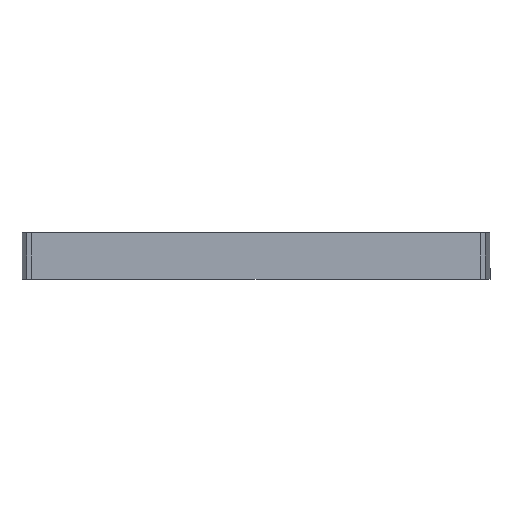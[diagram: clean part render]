
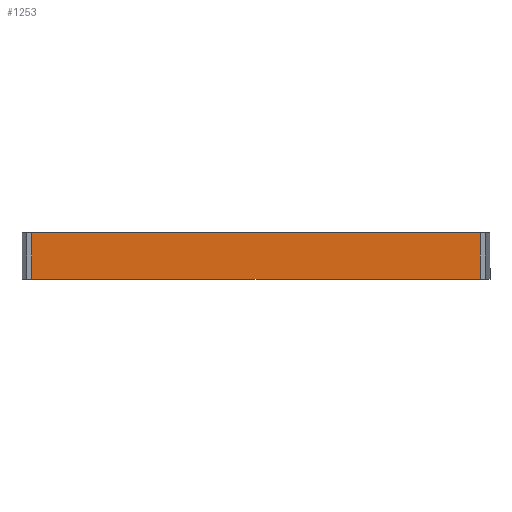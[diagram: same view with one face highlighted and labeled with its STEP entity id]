
A CAD part, left-side view. The second image highlights one B-rep face of the part: STEP entity #1253.
In plain terms, the highlighted planar face has unit normal (-1, 0, 0).
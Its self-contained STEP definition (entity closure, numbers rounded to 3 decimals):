
#194 = FACE_OUTER_BOUND ( 'NONE', #2609, .T. ) ;
#199 = ORIENTED_EDGE ( 'NONE', *, *, #731, .T. ) ;
#253 = VECTOR ( 'NONE', #2271, 1000. ) ;
#300 = VERTEX_POINT ( 'NONE', #2120 ) ;
#511 = EDGE_CURVE ( 'NONE', #300, #4616, #3213, .T. ) ;
#573 = CARTESIAN_POINT ( 'NONE',  ( -130.9, 181.6, 0. ) ) ;
#604 = VECTOR ( 'NONE', #879, 1000. ) ;
#731 = EDGE_CURVE ( 'NONE', #4139, #1089, #3889, .T. ) ;
#848 = DIRECTION ( 'NONE',  ( -1., 0., 0. ) ) ;
#879 = DIRECTION ( 'NONE',  ( 0., 0., -1. ) ) ;
#925 = VECTOR ( 'NONE', #3870, 1000. ) ;
#1089 = VERTEX_POINT ( 'NONE', #3606 ) ;
#1166 = CARTESIAN_POINT ( 'NONE',  ( -130.9, 181.6, 0. ) ) ;
#1253 = ADVANCED_FACE ( 'NONE', ( #194 ), #2973, .T. ) ;
#1380 = DIRECTION ( 'NONE',  ( 0., 0., -1. ) ) ;
#1531 = CARTESIAN_POINT ( 'NONE',  ( -130.9, 0., 0. ) ) ;
#1575 = AXIS2_PLACEMENT_3D ( 'NONE', #1166, #848, #3667 ) ;
#1993 = LINE ( 'NONE', #3915, #3013 ) ;
#2120 = CARTESIAN_POINT ( 'NONE',  ( -130.9, 181.6, 0. ) ) ;
#2220 = CARTESIAN_POINT ( 'NONE',  ( -130.9, -181.6, 0. ) ) ;
#2229 = ORIENTED_EDGE ( 'NONE', *, *, #2997, .F. ) ;
#2271 = DIRECTION ( 'NONE',  ( 0., -1., 0. ) ) ;
#2366 = EDGE_CURVE ( 'NONE', #1089, #300, #3410, .T. ) ;
#2609 = EDGE_LOOP ( 'NONE', ( #3488, #3480, #2229, #199 ) ) ;
#2825 = CARTESIAN_POINT ( 'NONE',  ( -130.9, -181.6, 37.3 ) ) ;
#2973 = PLANE ( 'NONE',  #1575 ) ;
#2997 = EDGE_CURVE ( 'NONE', #4139, #4616, #1993, .T. ) ;
#3013 = VECTOR ( 'NONE', #1380, 1000. ) ;
#3213 = LINE ( 'NONE', #1531, #253 ) ;
#3410 = LINE ( 'NONE', #573, #604 ) ;
#3480 = ORIENTED_EDGE ( 'NONE', *, *, #511, .T. ) ;
#3488 = ORIENTED_EDGE ( 'NONE', *, *, #2366, .T. ) ;
#3534 = CARTESIAN_POINT ( 'NONE',  ( -130.9, 181.6, 37.3 ) ) ;
#3606 = CARTESIAN_POINT ( 'NONE',  ( -130.9, 181.6, 37.3 ) ) ;
#3667 = DIRECTION ( 'NONE',  ( 0., 0., 1. ) ) ;
#3870 = DIRECTION ( 'NONE',  ( 0., 1., 0. ) ) ;
#3889 = LINE ( 'NONE', #3534, #925 ) ;
#3915 = CARTESIAN_POINT ( 'NONE',  ( -130.9, -181.6, 0. ) ) ;
#4139 = VERTEX_POINT ( 'NONE', #2825 ) ;
#4616 = VERTEX_POINT ( 'NONE', #2220 ) ;
